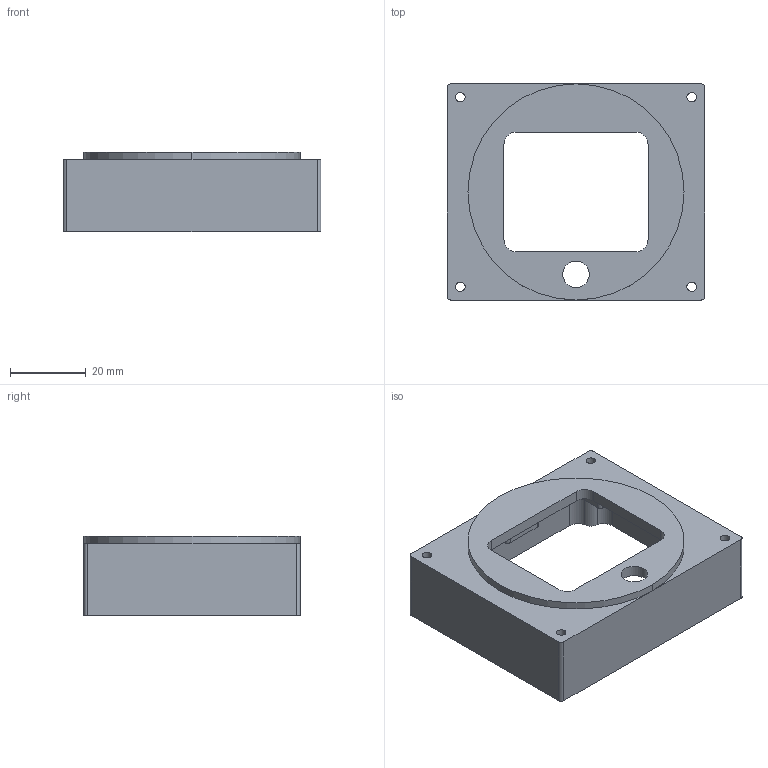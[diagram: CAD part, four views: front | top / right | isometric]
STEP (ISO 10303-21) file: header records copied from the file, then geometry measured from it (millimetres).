
FILE_DESCRIPTION(('FreeCAD Model'),'2;1');
FILE_NAME('boitier_horus2.step', '2018-12-14T20:47:08',('Author'),(''), 'Open CASCADE STEP processor 7.2','FreeCAD','Unknown');
FILE_SCHEMA(('AUTOMOTIVE_DESIGN { 1 0 10303 214 1 1 1 1 }'));
Length unit declared in the file: millimetre
Products named in the file (1): Cut003
Bounding box: 68 x 57 x 21 mm (x, y, z)
Volume: 17147.3 mm3; surface area: 15350.1 mm2
Topology: 1 solids, 1 shells, 95 faces, 265 edges, 174 vertices
Faces by surface type: cylinder 55, plane 36, cone 4
Full cylindrical faces by diameter (mm): 2.5 x8, 7 x1
Entity records: 7310 total; most frequent: CARTESIAN_POINT 1429, DIRECTION 999, LINE 539, VECTOR 539, ORIENTED_EDGE 522, PCURVE 522, DEFINITIONAL_REPRESENTATION 522, EDGE_CURVE 261
